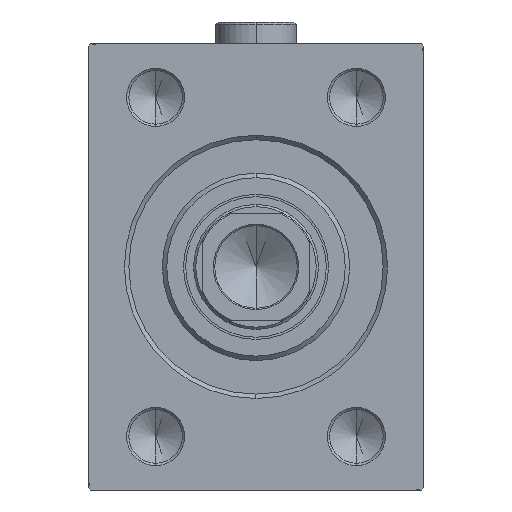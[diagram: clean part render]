
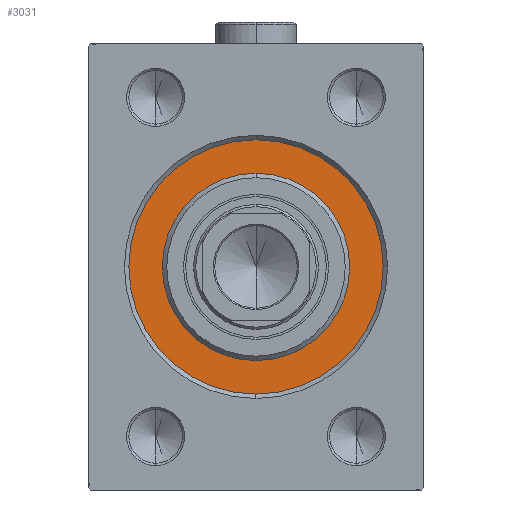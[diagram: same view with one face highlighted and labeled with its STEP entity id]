
A CAD part, left-side view. The second image highlights one B-rep face of the part: STEP entity #3031.
In plain terms, the highlighted face is planar.
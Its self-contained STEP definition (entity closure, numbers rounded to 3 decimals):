
#6 = ORIENTED_EDGE ( 'NONE', *, *, #30210, .F. ) ;
#26 = VERTEX_POINT ( 'NONE', #19182 ) ;
#2378 = DIRECTION ( 'NONE',  ( -1., 0., 0. ) ) ;
#2511 = AXIS2_PLACEMENT_3D ( 'NONE', #44890, #2378, #42103 ) ;
#3031 = ADVANCED_FACE ( 'NONE', ( #11654, #25737 ), #11187, .F. ) ;
#4263 = VERTEX_POINT ( 'NONE', #6058 ) ;
#4481 = DIRECTION ( 'NONE',  ( -1., 0., 0. ) ) ;
#5743 = CARTESIAN_POINT ( 'NONE',  ( 0., 0., -28.5 ) ) ;
#5925 = DIRECTION ( 'NONE',  ( -1., 0., 0. ) ) ;
#5929 = EDGE_CURVE ( 'NONE', #31645, #4263, #44400, .T. ) ;
#6058 = CARTESIAN_POINT ( 'NONE',  ( 0., 0., 21. ) ) ;
#7008 = CIRCLE ( 'NONE', #32827, 21. ) ;
#7495 = DIRECTION ( 'NONE',  ( 0., 0., 1. ) ) ;
#8194 = DIRECTION ( 'NONE',  ( 0., 0., -1. ) ) ;
#8404 = CIRCLE ( 'NONE', #2511, 28.5 ) ;
#9085 = CARTESIAN_POINT ( 'NONE',  ( 0., 0., -21. ) ) ;
#9410 = CARTESIAN_POINT ( 'NONE',  ( 0., 0., 0. ) ) ;
#10491 = AXIS2_PLACEMENT_3D ( 'NONE', #39833, #39152, #8194 ) ;
#11187 = PLANE ( 'NONE',  #14112 ) ;
#11654 = FACE_BOUND ( 'NONE', #38251, .T. ) ;
#12293 = ORIENTED_EDGE ( 'NONE', *, *, #35373, .F. ) ;
#13984 = ORIENTED_EDGE ( 'NONE', *, *, #15365, .F. ) ;
#14112 = AXIS2_PLACEMENT_3D ( 'NONE', #36368, #4481, #7495 ) ;
#14722 = VERTEX_POINT ( 'NONE', #5743 ) ;
#14946 = EDGE_LOOP ( 'NONE', ( #6, #13984 ) ) ;
#15365 = EDGE_CURVE ( 'NONE', #26, #14722, #8404, .T. ) ;
#19182 = CARTESIAN_POINT ( 'NONE',  ( 0., 0., 28.5 ) ) ;
#24630 = DIRECTION ( 'NONE',  ( 0., 0., 1. ) ) ;
#25737 = FACE_OUTER_BOUND ( 'NONE', #14946, .T. ) ;
#30210 = EDGE_CURVE ( 'NONE', #14722, #26, #35658, .T. ) ;
#30619 = ORIENTED_EDGE ( 'NONE', *, *, #5929, .F. ) ;
#31645 = VERTEX_POINT ( 'NONE', #9085 ) ;
#31673 = CARTESIAN_POINT ( 'NONE',  ( 0., 0., 0. ) ) ;
#32827 = AXIS2_PLACEMENT_3D ( 'NONE', #31673, #42271, #34218 ) ;
#34218 = DIRECTION ( 'NONE',  ( 0., 0., -1. ) ) ;
#34906 = AXIS2_PLACEMENT_3D ( 'NONE', #9410, #5925, #24630 ) ;
#35373 = EDGE_CURVE ( 'NONE', #4263, #31645, #7008, .T. ) ;
#35658 = CIRCLE ( 'NONE', #34906, 28.5 ) ;
#36368 = CARTESIAN_POINT ( 'NONE',  ( 0., 0., 0. ) ) ;
#38251 = EDGE_LOOP ( 'NONE', ( #12293, #30619 ) ) ;
#39152 = DIRECTION ( 'NONE',  ( 1., 0., 0. ) ) ;
#39833 = CARTESIAN_POINT ( 'NONE',  ( 0., 0., 0. ) ) ;
#42103 = DIRECTION ( 'NONE',  ( 0., 0., 1. ) ) ;
#42271 = DIRECTION ( 'NONE',  ( 1., 0., 0. ) ) ;
#44400 = CIRCLE ( 'NONE', #10491, 21. ) ;
#44890 = CARTESIAN_POINT ( 'NONE',  ( 0., 0., 0. ) ) ;
